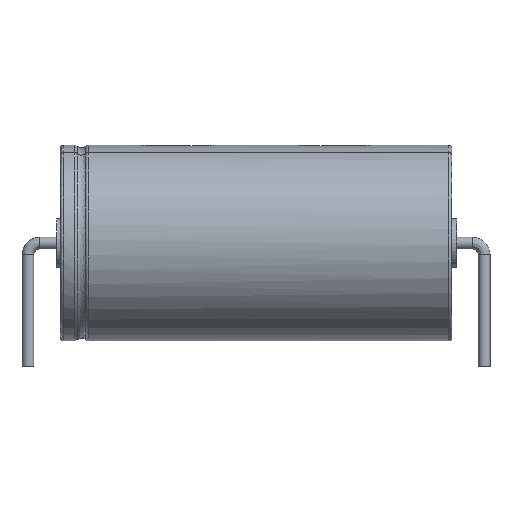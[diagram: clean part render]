
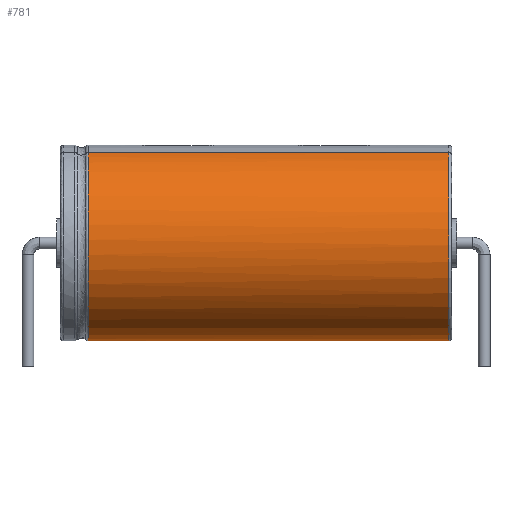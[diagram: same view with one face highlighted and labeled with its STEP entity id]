
A CAD part, front view. The second image highlights one B-rep face of the part: STEP entity #781.
In plain terms, the highlighted cylindrical face has radius 7.5 mm (diameter 15 mm), a partial arc.
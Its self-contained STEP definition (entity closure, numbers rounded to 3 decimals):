
#139=VERTEX_POINT('',#140);
#140=CARTESIAN_POINT('',(32.3,-2.87,14.429));
#146=EDGE_CURVE('',#147,#139,#149,.T.);
#147=VERTEX_POINT('',#148);
#148=CARTESIAN_POINT('',(4.635,-2.87,14.429));
#149=LINE('',#150,#151);
#150=CARTESIAN_POINT('',(4.5,-2.87,14.429));
#151=VECTOR('',#152,1.);
#152=DIRECTION('',(1.,0.,0.));
#209=DIRECTION('',(-1.,0.,0.));
#368=VERTEX_POINT('',#369);
#369=CARTESIAN_POINT('',(32.3,2.87,14.429));
#373=DIRECTION('',(0.,0.383,0.924));
#374=ORIENTED_EDGE('',*,*,#375,.F.);
#375=EDGE_CURVE('',#376,#368,#378,.T.);
#376=VERTEX_POINT('',#377);
#377=CARTESIAN_POINT('',(4.635,2.87,14.429));
#378=LINE('',#379,#151);
#379=CARTESIAN_POINT('',(4.5,2.87,14.429));
#707=ORIENTED_EDGE('',*,*,#708,.T.);
#708=EDGE_CURVE('',#376,#147,#709,.T.);
#709=B_SPLINE_CURVE_WITH_KNOTS('',12,(#710,#711,#712,#713,#714,#715,#716,#717,#718,#719,#720,#721,#722,#723,#724,#725,#726,#727,#728,#729,#730,#731,#732,#733,#734,#735,#736,#737,#738,#739,#740,#741,#742,#743,#744),.UNSPECIFIED.,.F.,.F.,(13,11,11,13),(-1.757,0.,41.233,42.99),.UNSPECIFIED.);
#710=CARTESIAN_POINT('',(4.635,1.247,15.101));
#711=CARTESIAN_POINT('',(4.635,1.383,15.045));
#712=CARTESIAN_POINT('',(4.635,1.519,14.989));
#713=CARTESIAN_POINT('',(4.635,1.655,14.932));
#714=CARTESIAN_POINT('',(4.635,1.791,14.876));
#715=CARTESIAN_POINT('',(4.635,1.926,14.82));
#716=CARTESIAN_POINT('',(4.635,2.062,14.764));
#717=CARTESIAN_POINT('',(4.635,2.197,14.708));
#718=CARTESIAN_POINT('',(4.635,2.332,14.652));
#719=CARTESIAN_POINT('',(4.635,2.467,14.596));
#720=CARTESIAN_POINT('',(4.635,2.601,14.54));
#721=CARTESIAN_POINT('',(4.635,2.736,14.485));
#722=CARTESIAN_POINT('',(4.635,6.023,13.123));
#723=CARTESIAN_POINT('',(4.635,8.575,10.232));
#724=CARTESIAN_POINT('',(4.635,9.586,6.059));
#725=CARTESIAN_POINT('',(4.635,8.271,1.584));
#726=CARTESIAN_POINT('',(4.635,4.988,-1.748));
#727=CARTESIAN_POINT('',(4.635,0.,-3.418));
#728=CARTESIAN_POINT('',(4.635,-4.988,-1.748));
#729=CARTESIAN_POINT('',(4.635,-8.271,1.584));
#730=CARTESIAN_POINT('',(4.635,-9.586,6.059));
#731=CARTESIAN_POINT('',(4.635,-8.575,10.232));
#732=CARTESIAN_POINT('',(4.635,-6.023,13.123));
#733=CARTESIAN_POINT('',(4.635,-2.736,14.485));
#734=CARTESIAN_POINT('',(4.635,-2.601,14.54));
#735=CARTESIAN_POINT('',(4.635,-2.467,14.596));
#736=CARTESIAN_POINT('',(4.635,-2.332,14.652));
#737=CARTESIAN_POINT('',(4.635,-2.197,14.708));
#738=CARTESIAN_POINT('',(4.635,-2.062,14.764));
#739=CARTESIAN_POINT('',(4.635,-1.926,14.82));
#740=CARTESIAN_POINT('',(4.635,-1.791,14.876));
#741=CARTESIAN_POINT('',(4.635,-1.655,14.932));
#742=CARTESIAN_POINT('',(4.635,-1.519,14.989));
#743=CARTESIAN_POINT('',(4.635,-1.383,15.045));
#744=CARTESIAN_POINT('',(4.635,-1.247,15.101));
#781=ADVANCED_FACE('',(#782),#790,.T.);
#782=FACE_BOUND('',#783,.F.);
#783=EDGE_LOOP('',(#374,#707,#784,#785));
#784=ORIENTED_EDGE('',*,*,#146,.T.);
#785=ORIENTED_EDGE('',*,*,#786,.F.);
#786=EDGE_CURVE('',#368,#139,#787,.T.);
#787=CIRCLE('',#788,7.5);
#788=AXIS2_PLACEMENT_3D('',#789,#209,#373);
#789=CARTESIAN_POINT('',(32.3,0.,7.5));
#790=CYLINDRICAL_SURFACE('',#791,7.5);
#791=AXIS2_PLACEMENT_3D('',#792,#152,#373);
#792=CARTESIAN_POINT('',(4.5,0.,7.5));
